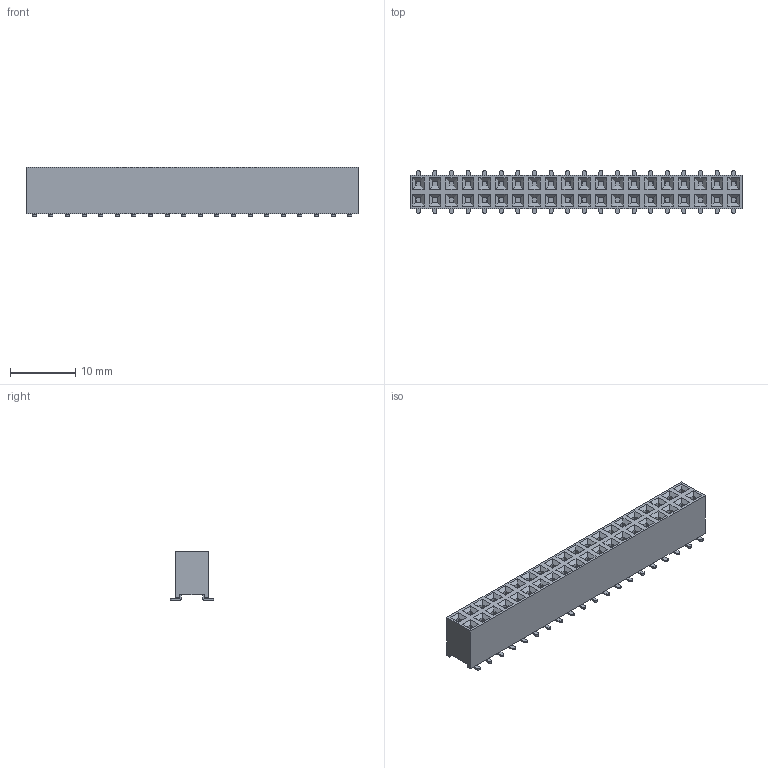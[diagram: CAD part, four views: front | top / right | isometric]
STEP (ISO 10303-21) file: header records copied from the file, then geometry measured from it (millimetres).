
FILE_DESCRIPTION (( 'STEP AP214' ), '1' );
FILE_NAME ('Harwin-M20-Double-Row-SMT-40P.STEP', '2024-04-17T17:23:03', ( '' ), ( '' ), 'SwSTEP 2.0', 'SolidWorks 2023', '' );
FILE_SCHEMA (( 'AUTOMOTIVE_DESIGN' ));
Length unit declared in the file: millimetre
Products named in the file (1): Harwin-M20-Double-Row-SMT-40P
Bounding box: 50.8 x 6.58 x 7.53 mm (x, y, z)
Volume: 1593.9 mm3; surface area: 3880.1 mm2
Topology: 41 solids, 41 shells, 1450 faces, 3904 edges, 2496 vertices
Faces by surface type: plane 1290, cylinder 160
Entity records: 44871 total; most frequent: CARTESIAN_POINT 7851, ORIENTED_EDGE 7808, DIRECTION 7126, EDGE_CURVE 3904, VECTOR 3584, LINE 3584, VERTEX_POINT 2496, AXIS2_PLACEMENT_3D 1771
